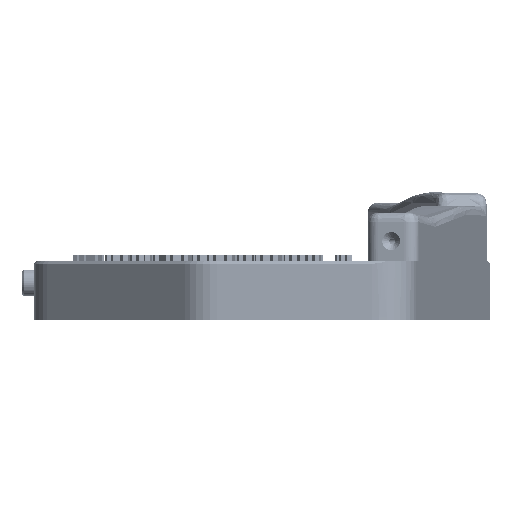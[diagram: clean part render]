
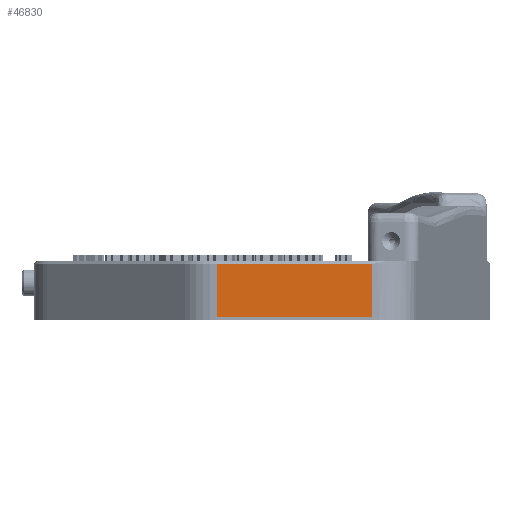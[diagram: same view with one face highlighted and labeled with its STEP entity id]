
A CAD part, left-side view. The second image highlights one B-rep face of the part: STEP entity #46830.
In plain terms, the highlighted planar face has unit normal (-1, 0, 0).
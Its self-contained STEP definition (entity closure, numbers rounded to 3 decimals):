
#5679=FACE_OUTER_BOUND('',#9161,.T.);
#9161=EDGE_LOOP('',(#40971,#40972,#40973,#40974));
#15165=LINE('',#76311,#19393);
#15332=LINE('',#77105,#19560);
#15333=LINE('',#77107,#19561);
#15570=LINE('',#77870,#19798);
#19393=VECTOR('',#62606,10.);
#19560=VECTOR('',#63353,10.);
#19561=VECTOR('',#63356,10.);
#19798=VECTOR('',#64317,10.);
#23162=VERTEX_POINT('',#76308);
#23163=VERTEX_POINT('',#76310);
#23480=VERTEX_POINT('',#77099);
#23481=VERTEX_POINT('',#77103);
#28758=EDGE_CURVE('',#23162,#23163,#15165,.T.);
#29149=EDGE_CURVE('',#23480,#23481,#15332,.T.);
#29150=EDGE_CURVE('',#23162,#23481,#15333,.T.);
#29509=EDGE_CURVE('',#23163,#23480,#15570,.T.);
#40971=ORIENTED_EDGE('',*,*,#29149,.F.);
#40972=ORIENTED_EDGE('',*,*,#29509,.F.);
#40973=ORIENTED_EDGE('',*,*,#28758,.F.);
#40974=ORIENTED_EDGE('',*,*,#29150,.T.);
#43945=PLANE('',#51507);
#46830=ADVANCED_FACE('',(#5679),#43945,.T.);
#51507=AXIS2_PLACEMENT_3D('',#77869,#64315,#64316);
#62606=DIRECTION('',(0.,1.,0.));
#63353=DIRECTION('',(0.,-1.,0.));
#63356=DIRECTION('',(0.,0.,1.));
#64315=DIRECTION('center_axis',(-1.,0.,0.));
#64316=DIRECTION('ref_axis',(0.,-1.,0.));
#64317=DIRECTION('',(0.,0.,1.));
#76308=CARTESIAN_POINT('',(-206.412,-23.003,-16.7));
#76310=CARTESIAN_POINT('',(-206.412,28.196,-16.7));
#76311=CARTESIAN_POINT('',(-206.412,-23.003,-16.7));
#77099=CARTESIAN_POINT('',(-206.412,28.196,0.8));
#77103=CARTESIAN_POINT('',(-206.412,-23.003,0.8));
#77105=CARTESIAN_POINT('',(-206.412,20.745,0.8));
#77107=CARTESIAN_POINT('',(-206.412,-23.003,0.));
#77869=CARTESIAN_POINT('Origin',(-206.412,28.196,0.));
#77870=CARTESIAN_POINT('',(-206.412,28.196,0.));
